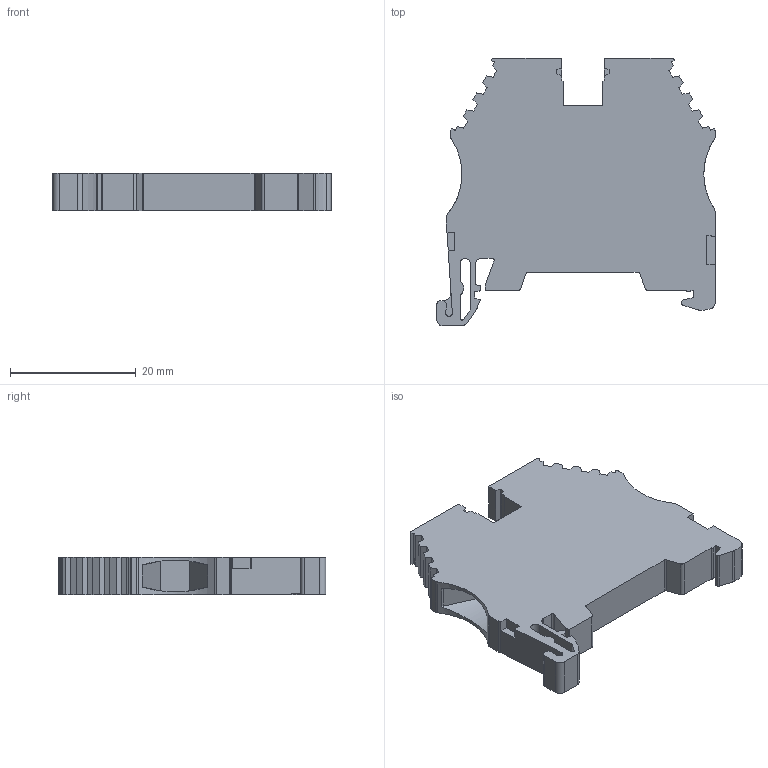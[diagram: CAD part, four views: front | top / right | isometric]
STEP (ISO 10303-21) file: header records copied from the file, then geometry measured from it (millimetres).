
FILE_DESCRIPTION (( 'STEP AP214' ), '1' );
FILE_NAME ('KN-T10.step', '2015-05-04T11:27:51', ( '' ), ( '' ), 'SwSTEP 2.0', 'SolidWorks 2014', '' );
FILE_SCHEMA (( 'AUTOMOTIVE_DESIGN' ));
Length unit declared in the file: millimetre
Products named in the file (1): KN-T10
Bounding box: 44.2 x 42.5 x 6 mm (x, y, z)
Volume: 7187.1 mm3; surface area: 4743.6 mm2
Topology: 1 solids, 1 shells, 191 faces, 558 edges, 372 vertices
Faces by surface type: plane 132, cylinder 59
Entity records: 6403 total; most frequent: CARTESIAN_POINT 1216, ORIENTED_EDGE 1116, DIRECTION 1043, EDGE_CURVE 558, VECTOR 429, LINE 429, VERTEX_POINT 372, AXIS2_PLACEMENT_3D 307
